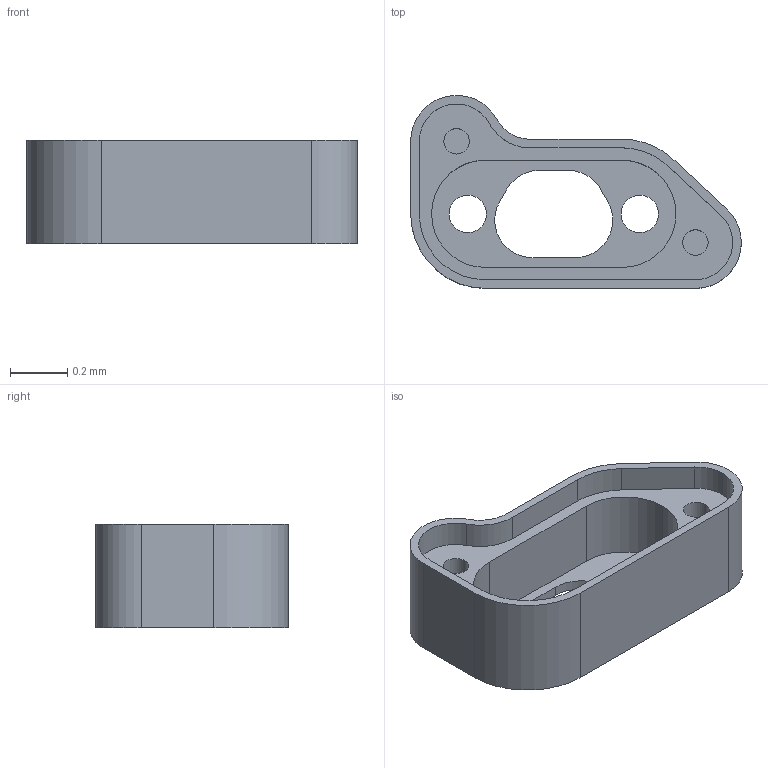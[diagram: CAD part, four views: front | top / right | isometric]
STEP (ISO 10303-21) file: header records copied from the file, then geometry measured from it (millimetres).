
FILE_DESCRIPTION(('produced by SPATIAL CORP'),'2;1');
FILE_NAME('part10.hh.sat.stp', '2002-04-19T09:54:20+00:00',('SPATIAL CORP'),('SPATIAL CORP'), 'ACIS STEP Husk','http://www.spatial.com','SPATIAL CORP');
FILE_SCHEMA(('CONFIG_CONTROL_DESIGN'));
Length unit declared in the file: millimetre
Products named in the file (1): PRODUCT_ID_1
Bounding box: 1.15 x 0.67 x 0.36 mm (x, y, z)
Volume: 0.1 mm3; surface area: 2.9 mm2
Topology: 1 solids, 1 shells, 50 faces, 132 edges, 88 vertices
Faces by surface type: cylinder 30, plane 20
Entity records: 1523 total; most frequent: ORIENTED_EDGE 264, CARTESIAN_POINT 240, DIRECTION 232, EDGE_CURVE 132, VERTEX_POINT 88, AXIS2_PLACEMENT_3D 80, VECTOR 72, LINE 72
